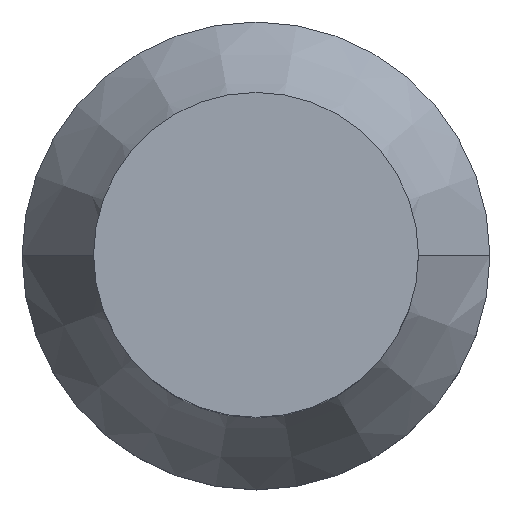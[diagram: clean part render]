
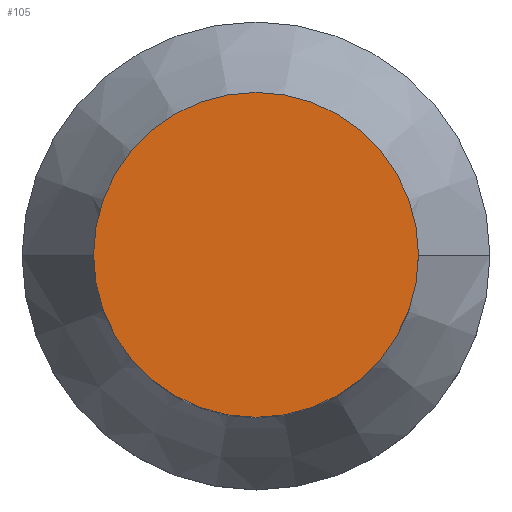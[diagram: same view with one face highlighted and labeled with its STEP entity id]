
A CAD part, top view. The second image highlights one B-rep face of the part: STEP entity #105.
In plain terms, the highlighted planar face has unit normal (0, 0, 1).
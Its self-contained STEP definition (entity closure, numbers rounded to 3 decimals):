
#105=ADVANCED_FACE('',(#135),#132,.T.);
#132=PLANE('',#476);
#135=FACE_OUTER_BOUND('',#161,.T.);
#161=EDGE_LOOP('',(#189,#190));
#189=ORIENTED_EDGE('',*,*,#351,.T.);
#190=ORIENTED_EDGE('',*,*,#352,.F.);
#313=VERTEX_POINT('',#708);
#314=VERTEX_POINT('',#709);
#351=EDGE_CURVE('',#313,#314,#413,.T.);
#352=EDGE_CURVE('',#313,#314,#414,.T.);
#413=CIRCLE('',#474,1.25);
#414=CIRCLE('',#475,1.25);
#474=AXIS2_PLACEMENT_3D('',#707,#547,#548);
#475=AXIS2_PLACEMENT_3D('',#710,#549,#550);
#476=AXIS2_PLACEMENT_3D('',#711,#551,#552);
#547=DIRECTION('',(0.,0.,1.));
#548=DIRECTION('',(1.,0.,0.));
#549=DIRECTION('',(0.,0.,-1.));
#550=DIRECTION('',(1.,0.,0.));
#551=DIRECTION('',(0.,0.,1.));
#552=DIRECTION('',(1.,0.,0.));
#707=CARTESIAN_POINT('',(0.,0.,5.5));
#708=CARTESIAN_POINT('',(1.25,0.,5.5));
#709=CARTESIAN_POINT('',(-1.25,0.,5.5));
#710=CARTESIAN_POINT('',(0.,0.,5.5));
#711=CARTESIAN_POINT('',(0.,0.,5.5));
